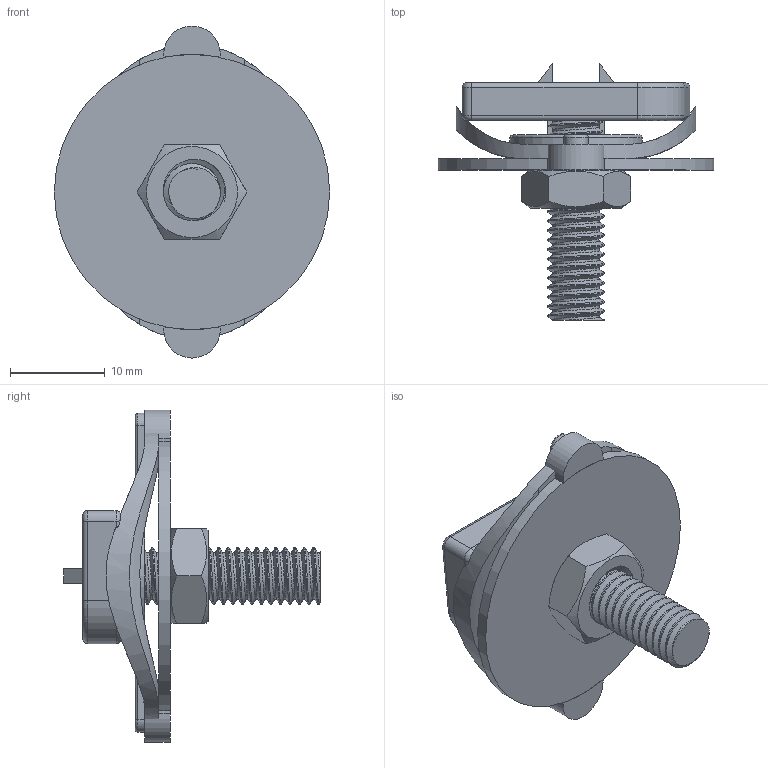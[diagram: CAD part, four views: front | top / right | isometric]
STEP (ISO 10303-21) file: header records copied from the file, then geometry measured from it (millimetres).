
FILE_DESCRIPTION (( 'STEP AP203' ), '1' );
FILE_NAME ('3D-R6460_M6x25_173482600.STEP', '2024-08-29T08:14:23', ( '' ), ( '' ), 'SwSTEP 2.0', 'SolidWorks 2024', '' );
FILE_SCHEMA (( 'CONFIG_CONTROL_DESIGN' ));
Length unit declared in the file: millimetre
Products named in the file (1): 3D-R6460_M6x25_173482600
Bounding box: 29 x 27 x 34.96 mm (x, y, z)
Volume: 3086 mm3; surface area: 4581.6 mm2
Topology: 7 solids, 7 shells, 202 faces, 574 edges, 370 vertices
Faces by surface type: cylinder 110, plane 60, torus 15, bspline 13, cone 4
Entity records: 13083 total; most frequent: CARTESIAN_POINT 8389, ORIENTED_EDGE 1148, DIRECTION 781, EDGE_CURVE 574, VERTEX_POINT 370, AXIS2_PLACEMENT_3D 278, LINE 225, VECTOR 225
